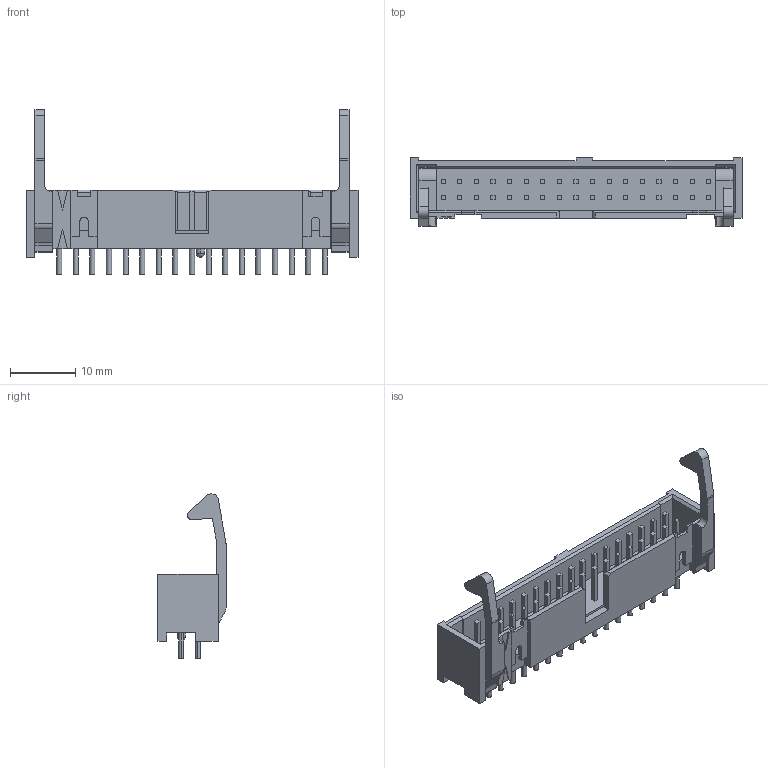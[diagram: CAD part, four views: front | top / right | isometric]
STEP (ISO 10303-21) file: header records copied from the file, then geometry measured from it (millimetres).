
FILE_DESCRIPTION((''),'2;1');
FILE_NAME('TYCO_3-1761606-1.stp','2015-10-05T18:12:59',(''),(''),'Mechanical Desktop 2011','Mechanical Desktop 2011',', , ');
FILE_SCHEMA(('AUTOMOTIVE_DESIGN { 1 2 10303 214 1 1 1 1 }'));
Length unit declared in the file: millimetre
Products named in the file (1): Product
Bounding box: 50.8 x 10.41 x 25.14 mm (x, y, z)
Volume: 2178.8 mm3; surface area: 4035.8 mm2
Topology: 71 solids, 71 shells, 518 faces, 1139 edges, 753 vertices
Faces by surface type: plane 404, cylinder 110, sphere 4
Entity records: 14119 total; most frequent: CARTESIAN_POINT 2407, DIRECTION 2401, ORIENTED_EDGE 2270, EDGE_CURVE 1135, VECTOR 907, LINE 907, VERTEX_POINT 753, AXIS2_PLACEMENT_3D 747
